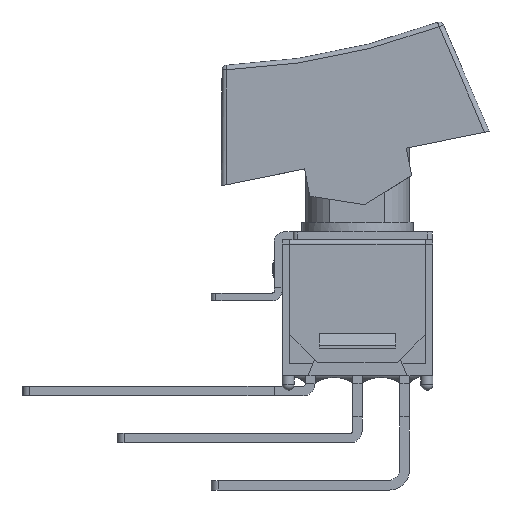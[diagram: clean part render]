
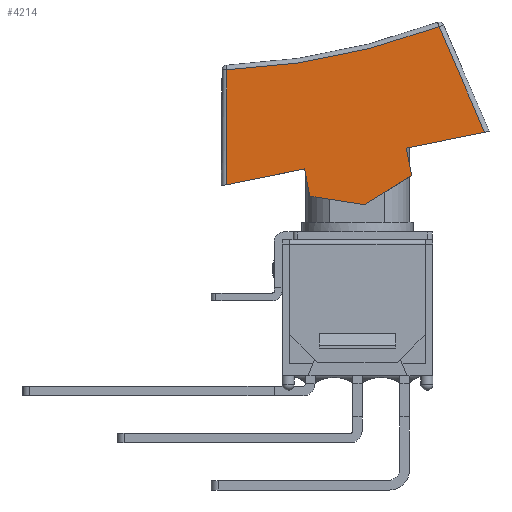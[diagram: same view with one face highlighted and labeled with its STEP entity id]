
A CAD part, front view. The second image highlights one B-rep face of the part: STEP entity #4214.
In plain terms, the highlighted planar face has unit normal (0, -1, 0).
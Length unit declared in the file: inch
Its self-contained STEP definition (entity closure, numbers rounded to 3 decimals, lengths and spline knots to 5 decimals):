
#193=CIRCLE('',#4557,1.45359);
#401=FACE_OUTER_BOUND('',#632,.T.);
#632=EDGE_LOOP('',(#3700,#3701,#3702,#3703,#3704,#3705,#3706,#3707,#3708));
#1096=LINE('',#7008,#1583);
#1097=LINE('',#7013,#1584);
#1100=LINE('',#7019,#1587);
#1101=LINE('',#7021,#1588);
#1102=LINE('',#7023,#1589);
#1103=LINE('',#7025,#1590);
#1104=LINE('',#7027,#1591);
#1105=LINE('',#7028,#1592);
#1583=VECTOR('',#5631,0.3937);
#1584=VECTOR('',#5636,0.3937);
#1587=VECTOR('',#5643,0.3937);
#1588=VECTOR('',#5644,0.3937);
#1589=VECTOR('',#5645,0.3937);
#1590=VECTOR('',#5646,0.3937);
#1591=VECTOR('',#5647,0.3937);
#1592=VECTOR('',#5648,0.3937);
#1973=VERTEX_POINT('',#6952);
#1976=VERTEX_POINT('',#6959);
#1989=VERTEX_POINT('',#7004);
#1992=VERTEX_POINT('',#7011);
#1993=VERTEX_POINT('',#7018);
#1994=VERTEX_POINT('',#7020);
#1995=VERTEX_POINT('',#7022);
#1996=VERTEX_POINT('',#7024);
#1997=VERTEX_POINT('',#7026);
#2568=EDGE_CURVE('',#1973,#1976,#193,.T.);
#2571=EDGE_CURVE('',#1976,#1989,#1096,.T.);
#2573=EDGE_CURVE('',#1992,#1973,#1097,.T.);
#2576=EDGE_CURVE('',#1993,#1992,#1100,.T.);
#2577=EDGE_CURVE('',#1994,#1993,#1101,.T.);
#2578=EDGE_CURVE('',#1995,#1994,#1102,.T.);
#2579=EDGE_CURVE('',#1996,#1995,#1103,.T.);
#2580=EDGE_CURVE('',#1997,#1996,#1104,.T.);
#2581=EDGE_CURVE('',#1989,#1997,#1105,.T.);
#3700=ORIENTED_EDGE('',*,*,#2571,.F.);
#3701=ORIENTED_EDGE('',*,*,#2568,.F.);
#3702=ORIENTED_EDGE('',*,*,#2573,.F.);
#3703=ORIENTED_EDGE('',*,*,#2576,.F.);
#3704=ORIENTED_EDGE('',*,*,#2577,.F.);
#3705=ORIENTED_EDGE('',*,*,#2578,.F.);
#3706=ORIENTED_EDGE('',*,*,#2579,.F.);
#3707=ORIENTED_EDGE('',*,*,#2580,.F.);
#3708=ORIENTED_EDGE('',*,*,#2581,.F.);
#3996=PLANE('',#4563);
#4214=ADVANCED_FACE('',(#401),#3996,.T.);
#4557=AXIS2_PLACEMENT_3D('',#7002,#5624,#5625);
#4563=AXIS2_PLACEMENT_3D('',#7017,#5641,#5642);
#5624=DIRECTION('center_axis',(0.,-1.,0.));
#5625=DIRECTION('ref_axis',(0.199,0.,-0.98));
#5631=DIRECTION('',(0.396,0.,-0.918));
#5636=DIRECTION('',(0.006,0.,1.));
#5641=DIRECTION('center_axis',(0.,-1.,0.));
#5642=DIRECTION('ref_axis',(-0.199,0.,0.98));
#5643=DIRECTION('',(-0.98,0.,-0.199));
#5644=DIRECTION('',(-0.199,0.,0.98));
#5645=DIRECTION('',(-0.988,0.,0.154));
#5646=DIRECTION('',(-0.849,0.,-0.528));
#5647=DIRECTION('',(0.199,0.,-0.98));
#5648=DIRECTION('',(-0.98,0.,-0.199));
#6952=CARTESIAN_POINT('',(-0.27739,-0.11496,0.45815));
#6959=CARTESIAN_POINT('',(0.17317,-0.11496,0.54982));
#7002=CARTESIAN_POINT('Origin',(-0.33826,-0.11496,1.91047));
#7004=CARTESIAN_POINT('',(0.26978,-0.11496,0.32581));
#7008=CARTESIAN_POINT('',(0.21574,-0.11496,0.4511));
#7011=CARTESIAN_POINT('',(-0.27879,-0.11496,0.2142));
#7013=CARTESIAN_POINT('',(-0.27874,-0.11496,0.22294));
#7017=CARTESIAN_POINT('Origin',(0.0032,-0.11496,0.23211));
#7018=CARTESIAN_POINT('',(-0.11253,-0.11496,0.24803));
#7019=CARTESIAN_POINT('',(-0.28865,-0.11496,0.2122));
#7020=CARTESIAN_POINT('',(-0.10076,-0.11496,0.19016));
#7021=CARTESIAN_POINT('',(-0.11253,-0.11496,0.24803));
#7022=CARTESIAN_POINT('',(0.01543,-0.11496,0.17202));
#7023=CARTESIAN_POINT('',(-0.10076,-0.11496,0.19016));
#7024=CARTESIAN_POINT('',(0.11529,-0.11496,0.23412));
#7025=CARTESIAN_POINT('',(0.01543,-0.11496,0.17202));
#7026=CARTESIAN_POINT('',(0.10351,-0.11496,0.29199));
#7027=CARTESIAN_POINT('',(0.11529,-0.11496,0.23412));
#7028=CARTESIAN_POINT('',(-0.28865,-0.11496,0.2122));
